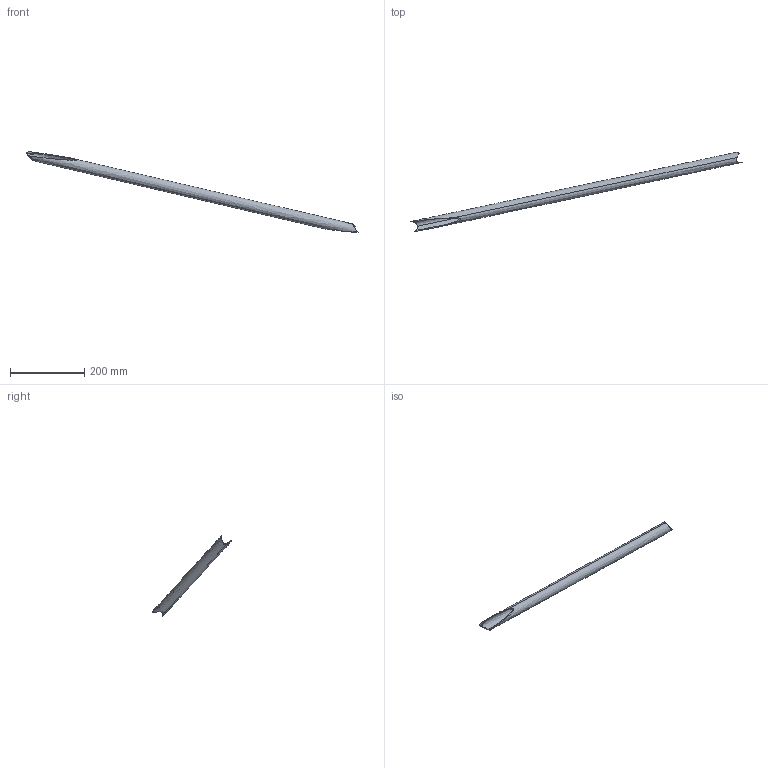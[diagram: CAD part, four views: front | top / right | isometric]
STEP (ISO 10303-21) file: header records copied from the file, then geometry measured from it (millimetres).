
FILE_DESCRIPTION(('CATIA V5 STEP Exchange'),'2;1');
FILE_NAME('26.stp','2017-12-23T18:18:39+00:00',('none'),('none'),'CATIA Version 5 Release 19 SP 2 (IN-10)','CATIA V5 STEP AP203','none');
FILE_SCHEMA(('CONFIG_CONTROL_DESIGN'));
Length unit declared in the file: millimetre
Products named in the file (1): Shape_909
Bounding box: 892.81 x 214.33 x 218.02 mm (x, y, z)
Volume: 113643.2 mm3; surface area: 152497.1 mm2
Topology: 1 solids, 1 shells, 15 faces, 46 edges, 31 vertices
Faces by surface type: cylinder 8, bspline 4, extrusion 3
Entity records: 1068 total; most frequent: CARTESIAN_POINT 726, ORIENTED_EDGE 92, EDGE_CURVE 46, B_SPLINE_CURVE_WITH_KNOTS 39, VERTEX_POINT 31, DIRECTION 16, ADVANCED_FACE 15, EDGE_LOOP 15
